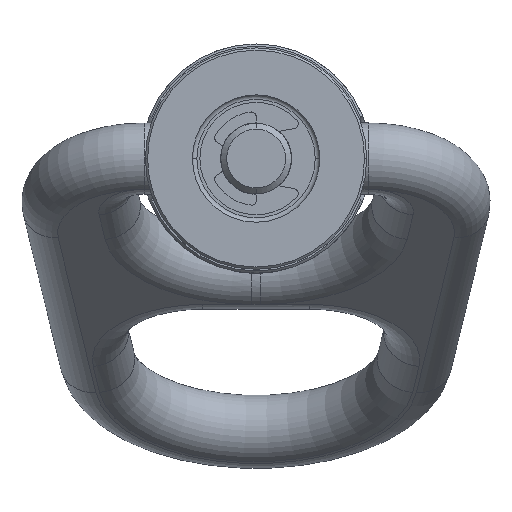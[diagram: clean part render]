
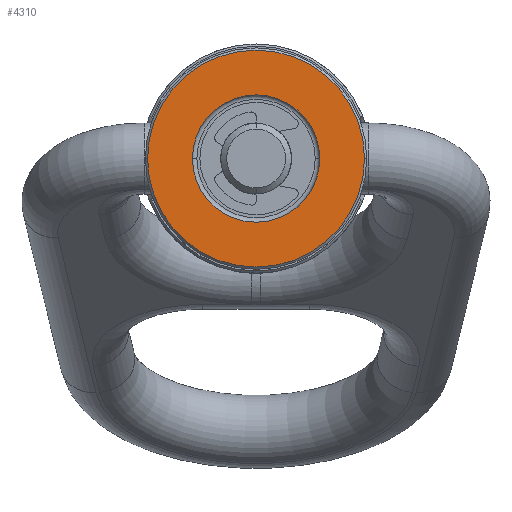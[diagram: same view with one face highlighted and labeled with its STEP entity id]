
A CAD part, front view. The second image highlights one B-rep face of the part: STEP entity #4310.
In plain terms, the highlighted planar face has unit normal (0, -1, 0).
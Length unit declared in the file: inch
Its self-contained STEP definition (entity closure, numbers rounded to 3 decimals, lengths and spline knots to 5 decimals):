
#1432=CARTESIAN_POINT('',(0.,-0.294,0.));
#1433=DIRECTION('',(0.,-1.,0.));
#1434=DIRECTION('',(-1.,0.,0.));
#1435=AXIS2_PLACEMENT_3D('',#1432,#1433,#1434);
#1448=CARTESIAN_POINT('',(0.,-0.294,0.));
#1449=DIRECTION('',(0.,1.,0.));
#1450=DIRECTION('',(-1.,0.,0.));
#1451=AXIS2_PLACEMENT_3D('',#1448,#1449,#1450);
#1456=CARTESIAN_POINT('',(0.,-0.294,0.));
#1457=DIRECTION('',(0.,1.,0.));
#1458=DIRECTION('',(1.,0.,0.));
#1459=AXIS2_PLACEMENT_3D('',#1456,#1457,#1458);
#1464=CARTESIAN_POINT('',(0.,-0.294,0.));
#1465=DIRECTION('',(0.,1.,0.));
#1466=DIRECTION('',(-1.,0.,0.));
#1467=AXIS2_PLACEMENT_3D('',#1464,#1465,#1466);
#2752=CARTESIAN_POINT('',(-1.4475,-0.294,0.));
#2753=CARTESIAN_POINT('',(1.4475,-0.294,0.));
#2754=VERTEX_POINT('',#2752);
#2755=VERTEX_POINT('',#2753);
#2764=CARTESIAN_POINT('',(-0.85,-0.294,0.));
#2765=CARTESIAN_POINT('',(0.85,-0.294,0.));
#2766=VERTEX_POINT('',#2764);
#2767=VERTEX_POINT('',#2765);
#4294=CARTESIAN_POINT('',(0.,-0.294,0.));
#4295=DIRECTION('',(0.,1.,0.));
#4296=DIRECTION('',(1.,0.,0.));
#4297=AXIS2_PLACEMENT_3D('',#4294,#4295,#4296);
#4298=PLANE('',#4297);
#4299=ORIENTED_EDGE('',*,*,#4284,.F.);
#4301=ORIENTED_EDGE('',*,*,#4300,.T.);
#4302=EDGE_LOOP('',(#4299,#4301));
#4303=FACE_OUTER_BOUND('',#4302,.F.);
#4305=ORIENTED_EDGE('',*,*,#4304,.F.);
#4307=ORIENTED_EDGE('',*,*,#4306,.F.);
#4308=EDGE_LOOP('',(#4305,#4307));
#4309=FACE_BOUND('',#4308,.F.);
#1436=CIRCLE('',#1435,1.4475);
#1452=CIRCLE('',#1451,0.85);
#1460=CIRCLE('',#1459,0.85);
#1468=CIRCLE('',#1467,1.4475);
#4284=EDGE_CURVE('',#2754,#2755,#1436,.T.);
#4300=EDGE_CURVE('',#2754,#2755,#1468,.T.);
#4304=EDGE_CURVE('',#2766,#2767,#1452,.T.);
#4306=EDGE_CURVE('',#2767,#2766,#1460,.T.);
#4310=ADVANCED_FACE('',(#4303,#4309),#4298,.F.);
